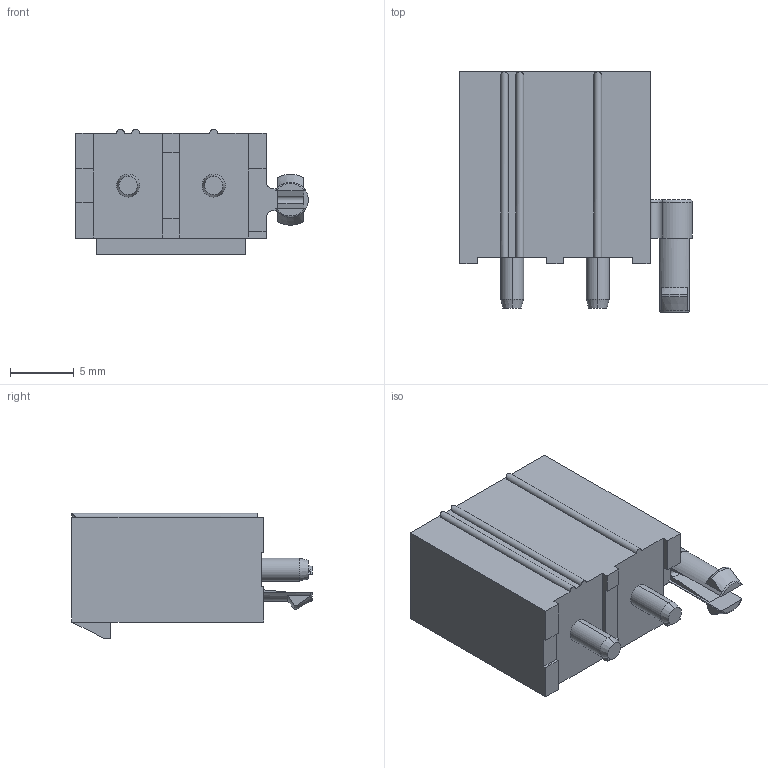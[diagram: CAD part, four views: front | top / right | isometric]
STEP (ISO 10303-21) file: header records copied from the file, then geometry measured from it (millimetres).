
FILE_DESCRIPTION((''),'2;1');
FILE_NAME('015311026','2014-04-25T',('me'),(''),'PRO/ENGINEER BY PARAMETRIC TECHNOLOGY CORPORATION, 2011490','PRO/ENGINEER BY PARAMETRIC TECHNOLOGY CORPORATION, 2011490','');
FILE_SCHEMA(('CONFIG_CONTROL_DESIGN'));
Length unit declared in the file: millimetre
Products named in the file (1): 015311026
Bounding box: 18.19 x 18.8 x 9.8 mm (x, y, z)
Volume: 1167.7 mm3; surface area: 1760.8 mm2
Topology: 1 solids, 1 shells, 108 faces, 287 edges, 195 vertices
Faces by surface type: plane 62, cylinder 29, cone 12, torus 5
Entity records: 3447 total; most frequent: CARTESIAN_POINT 677, DIRECTION 576, ORIENTED_EDGE 552, EDGE_CURVE 276, AXIS2_PLACEMENT_3D 197, VECTOR 182, LINE 182, VERTEX_POINT 179
